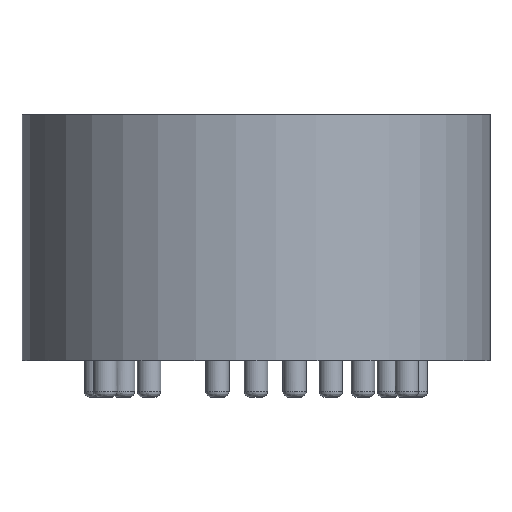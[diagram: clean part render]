
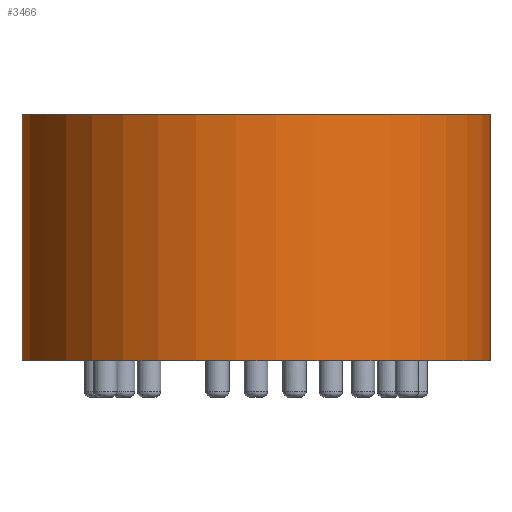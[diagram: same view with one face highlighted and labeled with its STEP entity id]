
A CAD part, left-side view. The second image highlights one B-rep face of the part: STEP entity #3466.
In plain terms, the highlighted cylindrical face has radius 8 mm (diameter 16 mm), a partial arc.
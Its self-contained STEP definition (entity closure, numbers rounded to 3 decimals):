
#215=CYLINDRICAL_SURFACE('',#3825,8.);
#326=FACE_OUTER_BOUND('',#537,.T.);
#537=EDGE_LOOP('',(#2640,#2641,#2642,#2643));
#776=LINE('',#5907,#907);
#777=LINE('',#5913,#908);
#907=VECTOR('',#4661,10.);
#908=VECTOR('',#4668,10.);
#1120=CIRCLE('',#3826,8.);
#1121=CIRCLE('',#3827,8.);
#1519=VERTEX_POINT('',#5900);
#1522=VERTEX_POINT('',#5905);
#1523=VERTEX_POINT('',#5909);
#1524=VERTEX_POINT('',#5911);
#1964=EDGE_CURVE('',#1519,#1522,#776,.T.);
#1965=EDGE_CURVE('',#1523,#1519,#1120,.T.);
#1966=EDGE_CURVE('',#1524,#1522,#1121,.T.);
#1967=EDGE_CURVE('',#1523,#1524,#777,.T.);
#2640=ORIENTED_EDGE('',*,*,#1965,.T.);
#2641=ORIENTED_EDGE('',*,*,#1964,.T.);
#2642=ORIENTED_EDGE('',*,*,#1966,.F.);
#2643=ORIENTED_EDGE('',*,*,#1967,.F.);
#3466=ADVANCED_FACE('',(#326),#215,.T.);
#3825=AXIS2_PLACEMENT_3D('',#5908,#4662,#4663);
#3826=AXIS2_PLACEMENT_3D('',#5910,#4664,#4665);
#3827=AXIS2_PLACEMENT_3D('',#5912,#4666,#4667);
#4661=DIRECTION('',(0.,0.,1.));
#4662=DIRECTION('center_axis',(0.,0.,1.));
#4663=DIRECTION('ref_axis',(-1.,0.,0.));
#4664=DIRECTION('center_axis',(0.,0.,1.));
#4665=DIRECTION('ref_axis',(0.992,0.125,0.));
#4666=DIRECTION('center_axis',(0.,0.,1.));
#4667=DIRECTION('ref_axis',(0.992,0.125,0.));
#4668=DIRECTION('',(0.,0.,1.));
#5900=CARTESIAN_POINT('',(7.937,-1.,0.));
#5905=CARTESIAN_POINT('',(7.937,-1.,8.4));
#5907=CARTESIAN_POINT('',(7.937,-1.,0.));
#5908=CARTESIAN_POINT('Origin',(0.,0.,0.));
#5909=CARTESIAN_POINT('',(7.937,1.,0.));
#5910=CARTESIAN_POINT('Origin',(0.,0.,0.));
#5911=CARTESIAN_POINT('',(7.937,1.,8.4));
#5912=CARTESIAN_POINT('Origin',(0.,0.,8.4));
#5913=CARTESIAN_POINT('',(7.937,1.,0.));
